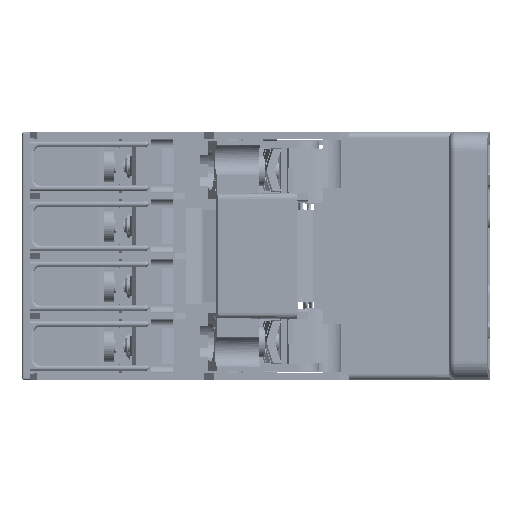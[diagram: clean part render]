
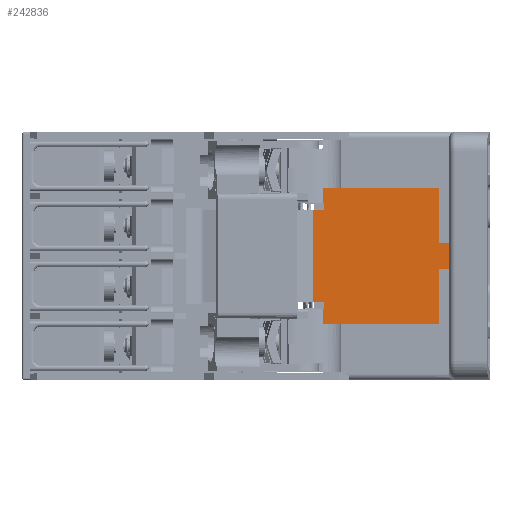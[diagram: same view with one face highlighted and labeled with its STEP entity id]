
A CAD part, left-side view. The second image highlights one B-rep face of the part: STEP entity #242836.
In plain terms, the highlighted planar face has unit normal (-1, 0, 0).
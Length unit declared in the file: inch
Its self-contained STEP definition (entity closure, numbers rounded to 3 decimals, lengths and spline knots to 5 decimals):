
#233252=CARTESIAN_POINT('',(-1.27559,0.1248,0.37992));
#233253=VERTEX_POINT('',#233252);
#233261=CARTESIAN_POINT('',(-1.27559,0.1248,0.48819));
#233262=VERTEX_POINT('',#233261);
#233263=CARTESIAN_POINT('',(-1.27559,0.1248,0.37992));
#233264=DIRECTION('',(0.0,0.0,1.0));
#233265=VECTOR('',#233264,0.10827);
#233266=LINE('',#233263,#233265);
#233267=EDGE_CURVE('',#233253,#233262,#233266,.T.);
#233382=CARTESIAN_POINT('',(-1.27559,0.12205,0.37992));
#233383=VERTEX_POINT('',#233382);
#233384=CARTESIAN_POINT('',(-1.27559,0.1248,0.37992));
#233385=DIRECTION('',(0.0,-1.0,0.0));
#233386=VECTOR('',#233385,0.00275);
#233387=LINE('',#233384,#233386);
#233388=EDGE_CURVE('',#233253,#233383,#233387,.T.);
#233540=CARTESIAN_POINT('',(-1.27559,0.12205,-0.37992));
#233541=VERTEX_POINT('',#233540);
#233542=CARTESIAN_POINT('',(-1.27559,0.1248,-0.37992));
#233543=VERTEX_POINT('',#233542);
#233544=CARTESIAN_POINT('',(-1.27559,0.12205,-0.37992));
#233545=DIRECTION('',(0.0,1.0,0.0));
#233546=VECTOR('',#233545,0.00275);
#233547=LINE('',#233544,#233546);
#233548=EDGE_CURVE('',#233541,#233543,#233547,.T.);
#234099=CARTESIAN_POINT('',(-1.27559,0.12205,-0.33071));
#234100=VERTEX_POINT('',#234099);
#234109=CARTESIAN_POINT('',(-1.27559,0.12205,-0.33071));
#234110=DIRECTION('',(0.0,0.0,-1.0));
#234111=VECTOR('',#234110,0.04921);
#234112=LINE('',#234109,#234111);
#234113=EDGE_CURVE('',#234100,#233541,#234112,.T.);
#234123=CARTESIAN_POINT('',(-1.27559,0.12205,0.33071));
#234124=VERTEX_POINT('',#234123);
#234131=CARTESIAN_POINT('',(-1.27559,0.12205,0.37992));
#234132=DIRECTION('',(0.0,0.0,-1.0));
#234133=VECTOR('',#234132,0.04921);
#234134=LINE('',#234131,#234133);
#234135=EDGE_CURVE('',#233383,#234124,#234134,.T.);
#234148=CARTESIAN_POINT('',(-1.27559,0.20079,-0.33071));
#234149=VERTEX_POINT('',#234148);
#234150=CARTESIAN_POINT('',(-1.27559,0.12205,-0.33071));
#234151=DIRECTION('',(0.0,1.0,0.0));
#234152=VECTOR('',#234151,0.07874);
#234153=LINE('',#234150,#234152);
#234154=EDGE_CURVE('',#234100,#234149,#234153,.T.);
#234260=CARTESIAN_POINT('',(-1.27559,0.20079,0.33071));
#234261=VERTEX_POINT('',#234260);
#234262=CARTESIAN_POINT('',(-1.27559,0.20079,0.33071));
#234263=DIRECTION('',(0.0,0.0,-1.0));
#234264=VECTOR('',#234263,0.66142);
#234265=LINE('',#234262,#234264);
#234266=EDGE_CURVE('',#234261,#234149,#234265,.T.);
#234295=CARTESIAN_POINT('',(-1.27559,0.20079,0.33071));
#234296=DIRECTION('',(0.0,-1.0,0.0));
#234297=VECTOR('',#234296,0.07874);
#234298=LINE('',#234295,#234297);
#234299=EDGE_CURVE('',#234261,#234124,#234298,.T.);
#234329=CARTESIAN_POINT('',(-1.27559,0.1248,-0.48819));
#234330=VERTEX_POINT('',#234329);
#234338=CARTESIAN_POINT('',(-1.27559,0.1248,-0.48819));
#234339=DIRECTION('',(0.0,0.0,1.0));
#234340=VECTOR('',#234339,0.10827);
#234341=LINE('',#234338,#234340);
#234342=EDGE_CURVE('',#234330,#233543,#234341,.T.);
#242748=CARTESIAN_POINT('',(-1.27559,-0.77559,0.48819));
#242749=DIRECTION('',(-1.0,0.0,0.0));
#242750=DIRECTION('',(0.0,0.0,1.0));
#242751=AXIS2_PLACEMENT_3D('',#242748,#242749,#242750);
#242752=PLANE('',#242751);
#242753=CARTESIAN_POINT('',(-1.27559,-0.70079,-0.48425));
#242754=VERTEX_POINT('',#242753);
#242755=CARTESIAN_POINT('',(-1.27559,-0.70079,-0.09055));
#242756=VERTEX_POINT('',#242755);
#242757=CARTESIAN_POINT('',(-1.27559,-0.70079,-0.48425));
#242758=DIRECTION('',(0.0,0.0,1.0));
#242759=VECTOR('',#242758,0.3937);
#242760=LINE('',#242757,#242759);
#242761=EDGE_CURVE('',#242754,#242756,#242760,.T.);
#242762=ORIENTED_EDGE('',*,*,#242761,.T.);
#242763=CARTESIAN_POINT('',(-1.27559,-0.77559,-0.09055));
#242764=VERTEX_POINT('',#242763);
#242765=CARTESIAN_POINT('',(-1.27559,-0.70079,-0.09055));
#242766=DIRECTION('',(0.0,-1.0,0.0));
#242767=VECTOR('',#242766,0.0748);
#242768=LINE('',#242765,#242767);
#242769=EDGE_CURVE('',#242756,#242764,#242768,.T.);
#242770=ORIENTED_EDGE('',*,*,#242769,.T.);
#242771=CARTESIAN_POINT('',(-1.27559,-0.77559,0.09055));
#242772=VERTEX_POINT('',#242771);
#242773=CARTESIAN_POINT('',(-1.27559,-0.77559,0.09055));
#242774=DIRECTION('',(0.0,0.0,-1.0));
#242775=VECTOR('',#242774,0.1811);
#242776=LINE('',#242773,#242775);
#242777=EDGE_CURVE('',#242772,#242764,#242776,.T.);
#242778=ORIENTED_EDGE('',*,*,#242777,.F.);
#242779=CARTESIAN_POINT('',(-1.27559,-0.70079,0.09055));
#242780=VERTEX_POINT('',#242779);
#242781=CARTESIAN_POINT('',(-1.27559,-0.70079,0.09055));
#242782=DIRECTION('',(0.0,-1.0,0.0));
#242783=VECTOR('',#242782,0.0748);
#242784=LINE('',#242781,#242783);
#242785=EDGE_CURVE('',#242780,#242772,#242784,.T.);
#242786=ORIENTED_EDGE('',*,*,#242785,.F.);
#242787=CARTESIAN_POINT('',(-1.27559,-0.70079,0.48425));
#242788=VERTEX_POINT('',#242787);
#242789=CARTESIAN_POINT('',(-1.27559,-0.70079,0.09055));
#242790=DIRECTION('',(0.0,0.0,1.0));
#242791=VECTOR('',#242790,0.3937);
#242792=LINE('',#242789,#242791);
#242793=EDGE_CURVE('',#242780,#242788,#242792,.T.);
#242794=ORIENTED_EDGE('',*,*,#242793,.T.);
#242795=CARTESIAN_POINT('',(-1.27559,-0.70472,0.48819));
#242796=VERTEX_POINT('',#242795);
#242797=CARTESIAN_POINT('',(-1.27559,-0.70472,0.48425));
#242798=DIRECTION('',(1.0,0.,0.));
#242799=DIRECTION('',(0.,0.707,0.707));
#242800=AXIS2_PLACEMENT_3D('',#242797,#242798,#242799);
#242801=CIRCLE('',#242800,0.00394);
#242802=EDGE_CURVE('',#242796,#242788,#242801,.F.);
#242803=ORIENTED_EDGE('',*,*,#242802,.F.);
#242804=CARTESIAN_POINT('',(-1.27559,-0.70472,0.48819));
#242805=DIRECTION('',(0.0,1.0,0.0));
#242806=VECTOR('',#242805,0.82953);
#242807=LINE('',#242804,#242806);
#242808=EDGE_CURVE('',#242796,#233262,#242807,.T.);
#242809=ORIENTED_EDGE('',*,*,#242808,.T.);
#242810=ORIENTED_EDGE('',*,*,#233267,.F.);
#242811=ORIENTED_EDGE('',*,*,#233388,.T.);
#242812=ORIENTED_EDGE('',*,*,#234135,.T.);
#242813=ORIENTED_EDGE('',*,*,#234299,.F.);
#242814=ORIENTED_EDGE('',*,*,#234266,.T.);
#242815=ORIENTED_EDGE('',*,*,#234154,.F.);
#242816=ORIENTED_EDGE('',*,*,#234113,.T.);
#242817=ORIENTED_EDGE('',*,*,#233548,.T.);
#242818=ORIENTED_EDGE('',*,*,#234342,.F.);
#242819=CARTESIAN_POINT('',(-1.27559,-0.70472,-0.48819));
#242820=VERTEX_POINT('',#242819);
#242821=CARTESIAN_POINT('',(-1.27559,-0.70472,-0.48819));
#242822=DIRECTION('',(0.0,1.0,0.0));
#242823=VECTOR('',#242822,0.82953);
#242824=LINE('',#242821,#242823);
#242825=EDGE_CURVE('',#242820,#234330,#242824,.T.);
#242826=ORIENTED_EDGE('',*,*,#242825,.F.);
#242827=CARTESIAN_POINT('',(-1.27559,-0.70472,-0.48425));
#242828=DIRECTION('',(1.0,0.,0.));
#242829=DIRECTION('',(0.,0.707,-0.707));
#242830=AXIS2_PLACEMENT_3D('',#242827,#242828,#242829);
#242831=CIRCLE('',#242830,0.00394);
#242832=EDGE_CURVE('',#242754,#242820,#242831,.F.);
#242833=ORIENTED_EDGE('',*,*,#242832,.F.);
#242834=EDGE_LOOP('',(#242762,#242770,#242778,#242786,#242794,#242803,#242809,#242810,#242811,#242812,#242813,#242814,#242815,#242816,#242817,#242818,#242826,#242833));
#242835=FACE_OUTER_BOUND('',#242834,.T.);
#242836=ADVANCED_FACE('',(#242835),#242752,.T.);
